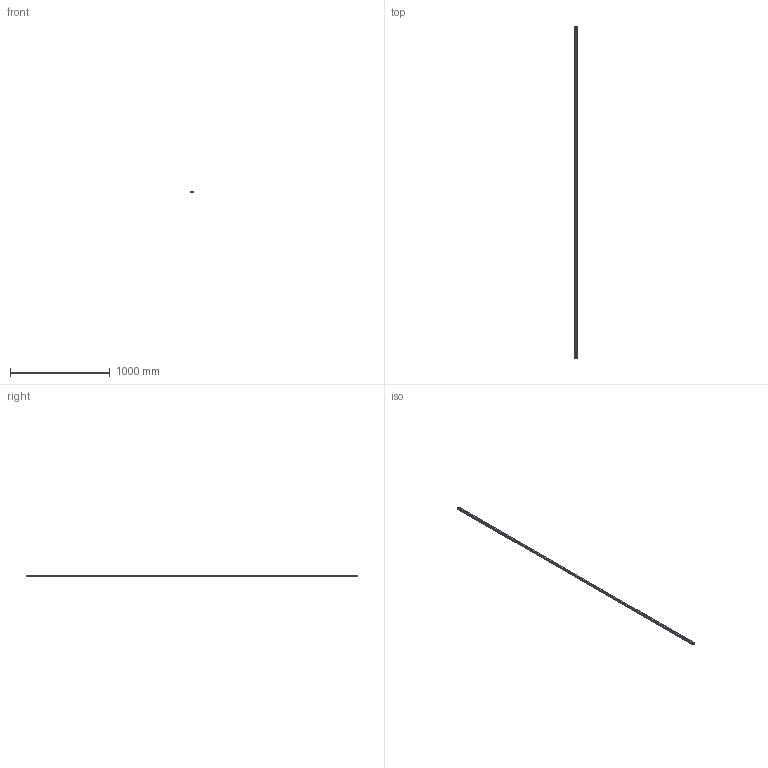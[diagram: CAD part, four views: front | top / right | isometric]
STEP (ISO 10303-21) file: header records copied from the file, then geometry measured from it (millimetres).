
FILE_DESCRIPTION(('STEP AP214'),'1');
FILE_NAME('cctmp_54DA13AF-ABF9-4A95-85B9-94DEAA76230D_2021_02_09_15_18_50_0879..stp','2021-02-09T14:18:51',('HIWIN GmbH'),('CADClick - www.CADClick.com'),'Spatial InterOp 3D',' ','unknown authorization');
FILE_SCHEMA(('AUTOMOTIVE_DESIGN'));
Length unit declared in the file: millimetre
Products named in the file (1): EGR25R3330C_FILE
Bounding box: 23 x 3330 x 18 mm (x, y, z)
Volume: 1144768.6 mm3; surface area: 309636.5 mm2
Topology: 1 solids, 1 shells, 777 faces, 1977 edges, 1318 vertices
Faces by surface type: plane 421, cylinder 356
Entity records: 30331 total; most frequent: DIRECTION 4693, CARTESIAN_POINT 4073, ORIENTED_EDGE 3954, EDGE_CURVE 1977, AXIS2_PLACEMENT_3D 1938, VERTEX_POINT 1318, CIRCLE 936, EDGE_LOOP 893
